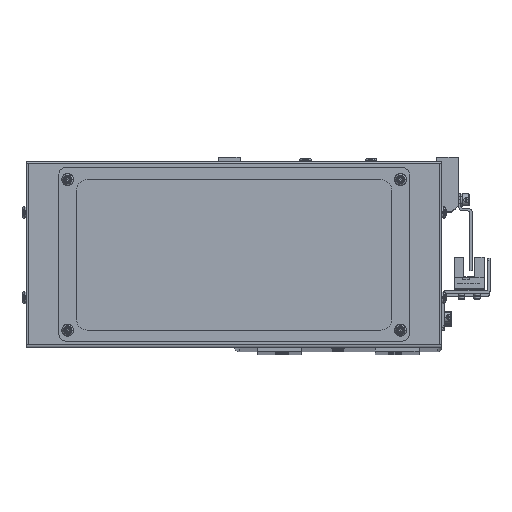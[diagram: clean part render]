
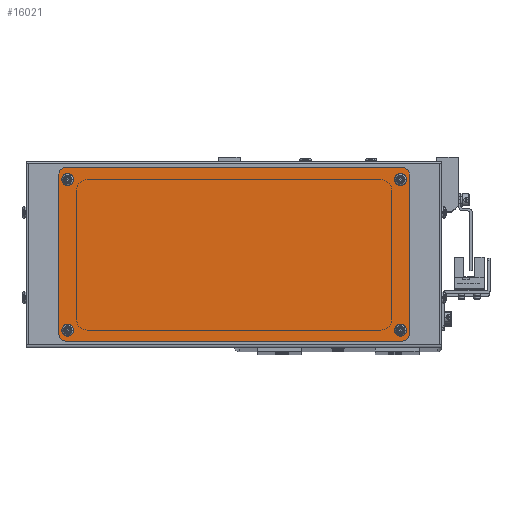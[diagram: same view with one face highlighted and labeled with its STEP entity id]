
A CAD part, top view. The second image highlights one B-rep face of the part: STEP entity #16021.
In plain terms, the highlighted planar face has unit normal (0, 0, 1).
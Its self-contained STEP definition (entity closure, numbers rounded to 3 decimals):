
#244 = ORIENTED_EDGE ( 'NONE', *, *, #42837, .F. ) ;
#1124 = VERTEX_POINT ( 'NONE', #26877 ) ;
#2030 = VERTEX_POINT ( 'NONE', #66258 ) ;
#2824 = DIRECTION ( 'NONE',  ( 0., 0., 1. ) ) ;
#3243 = ORIENTED_EDGE ( 'NONE', *, *, #34060, .T. ) ;
#3436 = CIRCLE ( 'NONE', #44529, 1.7 ) ;
#3594 = VECTOR ( 'NONE', #51517, 1000. ) ;
#4506 = CIRCLE ( 'NONE', #39547, 1.7 ) ;
#4737 = AXIS2_PLACEMENT_3D ( 'NONE', #18368, #58417, #24130 ) ;
#5098 = EDGE_LOOP ( 'NONE', ( #19301, #21773, #23819, #48817, #65760, #37130, #13958, #3243 ) ) ;
#5262 = CARTESIAN_POINT ( 'NONE',  ( -74.55, -34.75, 2. ) ) ;
#5404 = LINE ( 'NONE', #51780, #3594 ) ;
#7693 = AXIS2_PLACEMENT_3D ( 'NONE', #44457, #10182, #50257 ) ;
#8882 = EDGE_LOOP ( 'NONE', ( #244, #34347 ) ) ;
#9108 = VERTEX_POINT ( 'NONE', #45998 ) ;
#9145 = VERTEX_POINT ( 'NONE', #37242 ) ;
#10182 = DIRECTION ( 'NONE',  ( 0., 0., 1. ) ) ;
#10261 = VECTOR ( 'NONE', #64370, 1000. ) ;
#10312 = LINE ( 'NONE', #32757, #25535 ) ;
#11196 = VERTEX_POINT ( 'NONE', #53893 ) ;
#11268 = CARTESIAN_POINT ( 'NONE',  ( -76.25, -34.75, 2. ) ) ;
#11981 = CARTESIAN_POINT ( 'NONE',  ( 76.25, -34.75, 2. ) ) ;
#12205 = VERTEX_POINT ( 'NONE', #69152 ) ;
#13263 = EDGE_CURVE ( 'NONE', #32914, #36541, #51412, .T. ) ;
#13304 = VERTEX_POINT ( 'NONE', #21848 ) ;
#13958 = ORIENTED_EDGE ( 'NONE', *, *, #13263, .T. ) ;
#14228 = VERTEX_POINT ( 'NONE', #24742 ) ;
#14305 = FACE_BOUND ( 'NONE', #41708, .T. ) ;
#14713 = ORIENTED_EDGE ( 'NONE', *, *, #71579, .F. ) ;
#16021 = ADVANCED_FACE ( 'NONE', ( #29500, #44701, #31315, #14305, #73199 ), #25628, .T. ) ;
#16475 = ORIENTED_EDGE ( 'NONE', *, *, #18821, .F. ) ;
#16998 = DIRECTION ( 'NONE',  ( 1., 0., 0. ) ) ;
#17183 = DIRECTION ( 'NONE',  ( 0., 0., 1. ) ) ;
#17508 = DIRECTION ( 'NONE',  ( 0., 0., 1. ) ) ;
#17693 = DIRECTION ( 'NONE',  ( 1., 0., 0. ) ) ;
#17748 = ORIENTED_EDGE ( 'NONE', *, *, #49753, .F. ) ;
#18368 = CARTESIAN_POINT ( 'NONE',  ( 76.25, 34.25, 2. ) ) ;
#18716 = EDGE_LOOP ( 'NONE', ( #16475, #14713 ) ) ;
#18821 = EDGE_CURVE ( 'NONE', #14228, #67535, #42841, .T. ) ;
#19301 = ORIENTED_EDGE ( 'NONE', *, *, #50131, .T. ) ;
#19400 = DIRECTION ( 'NONE',  ( 0., 0., 1. ) ) ;
#20214 = VERTEX_POINT ( 'NONE', #43357 ) ;
#20279 = CIRCLE ( 'NONE', #24483, 1.7 ) ;
#20854 = EDGE_CURVE ( 'NONE', #45023, #13304, #10312, .T. ) ;
#21773 = ORIENTED_EDGE ( 'NONE', *, *, #20854, .T. ) ;
#21848 = CARTESIAN_POINT ( 'NONE',  ( -80.25, -36.75, 2. ) ) ;
#21926 = AXIS2_PLACEMENT_3D ( 'NONE', #29044, #69051, #34821 ) ;
#23819 = ORIENTED_EDGE ( 'NONE', *, *, #46552, .T. ) ;
#24045 = CARTESIAN_POINT ( 'NONE',  ( 77.25, -39.75, 2. ) ) ;
#24130 = DIRECTION ( 'NONE',  ( 1., 0., 0. ) ) ;
#24483 = AXIS2_PLACEMENT_3D ( 'NONE', #51511, #17183, #57250 ) ;
#24742 = CARTESIAN_POINT ( 'NONE',  ( 74.55, -34.75, 2. ) ) ;
#25535 = VECTOR ( 'NONE', #61271, 1000. ) ;
#25628 = PLANE ( 'NONE',  #36225 ) ;
#26425 = DIRECTION ( 'NONE',  ( 0., 0., 1. ) ) ;
#26781 = DIRECTION ( 'NONE',  ( 0., 0., 1. ) ) ;
#26877 = CARTESIAN_POINT ( 'NONE',  ( 80.25, -36.75, 2. ) ) ;
#27863 = EDGE_CURVE ( 'NONE', #39023, #2030, #3436, .T. ) ;
#27922 = CARTESIAN_POINT ( 'NONE',  ( 77.95, -34.75, 2. ) ) ;
#28256 = DIRECTION ( 'NONE',  ( 0., 0., 1. ) ) ;
#28385 = DIRECTION ( 'NONE',  ( 1., 0., 0. ) ) ;
#29044 = CARTESIAN_POINT ( 'NONE',  ( 76.25, -34.75, 2. ) ) ;
#29205 = EDGE_CURVE ( 'NONE', #9108, #67385, #20279, .T. ) ;
#29500 = FACE_BOUND ( 'NONE', #8882, .T. ) ;
#30280 = CIRCLE ( 'NONE', #58567, 3. ) ;
#31315 = FACE_OUTER_BOUND ( 'NONE', #5098, .T. ) ;
#32045 = AXIS2_PLACEMENT_3D ( 'NONE', #11981, #52051, #17693 ) ;
#32757 = CARTESIAN_POINT ( 'NONE',  ( -80.25, -36.75, 2. ) ) ;
#32914 = VERTEX_POINT ( 'NONE', #39308 ) ;
#33133 = DIRECTION ( 'NONE',  ( 0., 0., 1. ) ) ;
#33577 = ORIENTED_EDGE ( 'NONE', *, *, #29205, .F. ) ;
#34060 = EDGE_CURVE ( 'NONE', #36541, #72411, #72299, .T. ) ;
#34347 = ORIENTED_EDGE ( 'NONE', *, *, #27863, .F. ) ;
#34821 = DIRECTION ( 'NONE',  ( 1., 0., 0. ) ) ;
#35285 = CIRCLE ( 'NONE', #63470, 1.7 ) ;
#36225 = AXIS2_PLACEMENT_3D ( 'NONE', #37147, #2824, #42909 ) ;
#36541 = VERTEX_POINT ( 'NONE', #44552 ) ;
#36894 = ORIENTED_EDGE ( 'NONE', *, *, #55912, .F. ) ;
#36948 = CIRCLE ( 'NONE', #57219, 3. ) ;
#37130 = ORIENTED_EDGE ( 'NONE', *, *, #66709, .T. ) ;
#37147 = CARTESIAN_POINT ( 'NONE',  ( -77.25, 36.75, 2. ) ) ;
#37242 = CARTESIAN_POINT ( 'NONE',  ( 77.25, -39.75, 2. ) ) ;
#39023 = VERTEX_POINT ( 'NONE', #5262 ) ;
#39308 = CARTESIAN_POINT ( 'NONE',  ( 80.25, 36.75, 2. ) ) ;
#39547 = AXIS2_PLACEMENT_3D ( 'NONE', #72068, #26781, #28385 ) ;
#40185 = VECTOR ( 'NONE', #50187, 1000. ) ;
#41090 = EDGE_CURVE ( 'NONE', #9145, #1124, #36948, .T. ) ;
#41708 = EDGE_LOOP ( 'NONE', ( #70665, #36894 ) ) ;
#41889 = CARTESIAN_POINT ( 'NONE',  ( -80.25, 36.75, 2. ) ) ;
#42455 = CIRCLE ( 'NONE', #32045, 1.7 ) ;
#42837 = EDGE_CURVE ( 'NONE', #2030, #39023, #4506, .T. ) ;
#42841 = CIRCLE ( 'NONE', #21926, 1.7 ) ;
#42909 = DIRECTION ( 'NONE',  ( 1., 0., 0. ) ) ;
#43357 = CARTESIAN_POINT ( 'NONE',  ( 74.55, 34.25, 2. ) ) ;
#44374 = AXIS2_PLACEMENT_3D ( 'NONE', #60728, #26425, #66475 ) ;
#44457 = CARTESIAN_POINT ( 'NONE',  ( -77.25, -36.75, 2. ) ) ;
#44529 = AXIS2_PLACEMENT_3D ( 'NONE', #11268, #51324, #16998 ) ;
#44552 = CARTESIAN_POINT ( 'NONE',  ( 77.25, 39.75, 2. ) ) ;
#44701 = FACE_BOUND ( 'NONE', #64703, .T. ) ;
#45023 = VERTEX_POINT ( 'NONE', #41889 ) ;
#45998 = CARTESIAN_POINT ( 'NONE',  ( -77.95, 34.25, 2. ) ) ;
#46552 = EDGE_CURVE ( 'NONE', #13304, #11196, #73178, .T. ) ;
#48817 = ORIENTED_EDGE ( 'NONE', *, *, #71115, .T. ) ;
#49668 = CARTESIAN_POINT ( 'NONE',  ( -77.25, 39.75, 2. ) ) ;
#49753 = EDGE_CURVE ( 'NONE', #67385, #9108, #35285, .T. ) ;
#50131 = EDGE_CURVE ( 'NONE', #72411, #45023, #30280, .T. ) ;
#50187 = DIRECTION ( 'NONE',  ( -1., 0., 0. ) ) ;
#50257 = DIRECTION ( 'NONE',  ( 1., 0., 0. ) ) ;
#51324 = DIRECTION ( 'NONE',  ( 0., 0., 1. ) ) ;
#51412 = CIRCLE ( 'NONE', #63401, 3. ) ;
#51511 = CARTESIAN_POINT ( 'NONE',  ( -76.25, 34.25, 2. ) ) ;
#51517 = DIRECTION ( 'NONE',  ( 0., 1., 0. ) ) ;
#51647 = EDGE_CURVE ( 'NONE', #20214, #12205, #69795, .T. ) ;
#51780 = CARTESIAN_POINT ( 'NONE',  ( 80.25, 36.75, 2. ) ) ;
#51891 = CARTESIAN_POINT ( 'NONE',  ( -77.25, 36.75, 2. ) ) ;
#52051 = DIRECTION ( 'NONE',  ( 0., 0., 1. ) ) ;
#53759 = CARTESIAN_POINT ( 'NONE',  ( 77.25, -36.75, 2. ) ) ;
#53893 = CARTESIAN_POINT ( 'NONE',  ( -77.25, -39.75, 2. ) ) ;
#55912 = EDGE_CURVE ( 'NONE', #12205, #20214, #68383, .T. ) ;
#55962 = LINE ( 'NONE', #24045, #10261 ) ;
#57219 = AXIS2_PLACEMENT_3D ( 'NONE', #53759, #19400, #59431 ) ;
#57250 = DIRECTION ( 'NONE',  ( 1., 0., 0. ) ) ;
#57574 = DIRECTION ( 'NONE',  ( 1., 0., 0. ) ) ;
#58417 = DIRECTION ( 'NONE',  ( 0., 0., 1. ) ) ;
#58567 = AXIS2_PLACEMENT_3D ( 'NONE', #51891, #17508, #57574 ) ;
#59431 = DIRECTION ( 'NONE',  ( 1., 0., 0. ) ) ;
#60728 = CARTESIAN_POINT ( 'NONE',  ( 76.25, 34.25, 2. ) ) ;
#61271 = DIRECTION ( 'NONE',  ( 0., -1., 0. ) ) ;
#62545 = CARTESIAN_POINT ( 'NONE',  ( -76.25, 34.25, 2. ) ) ;
#63401 = AXIS2_PLACEMENT_3D ( 'NONE', #67384, #33133, #73013 ) ;
#63470 = AXIS2_PLACEMENT_3D ( 'NONE', #62545, #28256, #68264 ) ;
#63660 = CARTESIAN_POINT ( 'NONE',  ( -74.55, 34.25, 2. ) ) ;
#64370 = DIRECTION ( 'NONE',  ( 1., 0., 0. ) ) ;
#64703 = EDGE_LOOP ( 'NONE', ( #33577, #17748 ) ) ;
#65760 = ORIENTED_EDGE ( 'NONE', *, *, #41090, .T. ) ;
#66258 = CARTESIAN_POINT ( 'NONE',  ( -77.95, -34.75, 2. ) ) ;
#66475 = DIRECTION ( 'NONE',  ( 1., 0., 0. ) ) ;
#66709 = EDGE_CURVE ( 'NONE', #1124, #32914, #5404, .T. ) ;
#67384 = CARTESIAN_POINT ( 'NONE',  ( 77.25, 36.75, 2. ) ) ;
#67385 = VERTEX_POINT ( 'NONE', #63660 ) ;
#67535 = VERTEX_POINT ( 'NONE', #27922 ) ;
#68264 = DIRECTION ( 'NONE',  ( 1., 0., 0. ) ) ;
#68383 = CIRCLE ( 'NONE', #4737, 1.7 ) ;
#69051 = DIRECTION ( 'NONE',  ( 0., 0., 1. ) ) ;
#69152 = CARTESIAN_POINT ( 'NONE',  ( 77.95, 34.25, 2. ) ) ;
#69795 = CIRCLE ( 'NONE', #44374, 1.7 ) ;
#70665 = ORIENTED_EDGE ( 'NONE', *, *, #51647, .F. ) ;
#71115 = EDGE_CURVE ( 'NONE', #11196, #9145, #55962, .T. ) ;
#71579 = EDGE_CURVE ( 'NONE', #67535, #14228, #42455, .T. ) ;
#72068 = CARTESIAN_POINT ( 'NONE',  ( -76.25, -34.75, 2. ) ) ;
#72299 = LINE ( 'NONE', #72538, #40185 ) ;
#72411 = VERTEX_POINT ( 'NONE', #49668 ) ;
#72538 = CARTESIAN_POINT ( 'NONE',  ( -77.25, 39.75, 2. ) ) ;
#73013 = DIRECTION ( 'NONE',  ( 1., 0., 0. ) ) ;
#73178 = CIRCLE ( 'NONE', #7693, 3. ) ;
#73199 = FACE_BOUND ( 'NONE', #18716, .T. ) ;
